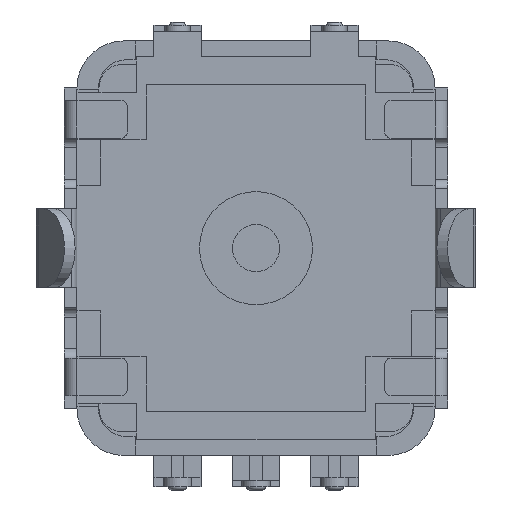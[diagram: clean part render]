
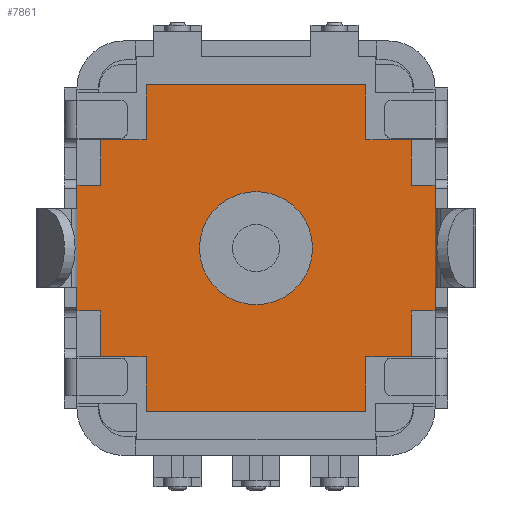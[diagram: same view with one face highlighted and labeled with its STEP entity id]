
A CAD part, front view. The second image highlights one B-rep face of the part: STEP entity #7861.
In plain terms, the highlighted planar face has unit normal (0, -1, 0).
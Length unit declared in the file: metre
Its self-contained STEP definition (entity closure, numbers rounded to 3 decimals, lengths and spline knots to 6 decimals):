
#511=LINE('',#13402,#1355);
#517=LINE('',#13415,#1361);
#524=LINE('',#13433,#1368);
#530=LINE('',#13445,#1374);
#533=LINE('',#13451,#1377);
#536=LINE('',#13457,#1380);
#539=LINE('',#13463,#1383);
#542=LINE('',#13469,#1386);
#545=LINE('',#13475,#1389);
#547=LINE('',#13479,#1391);
#566=LINE('',#13524,#1410);
#944=LINE('',#14507,#1788);
#950=LINE('',#14520,#1794);
#1068=LINE('',#14800,#1912);
#1073=LINE('',#14810,#1917);
#1076=LINE('',#14816,#1920);
#1079=LINE('',#14822,#1923);
#1082=LINE('',#14828,#1926);
#1085=LINE('',#14834,#1929);
#1088=LINE('',#14840,#1932);
#1090=LINE('',#14844,#1934);
#1130=LINE('',#14943,#1974);
#1170=LINE('',#15046,#2014);
#1171=LINE('',#15048,#2015);
#1355=VECTOR('',#10486,1.);
#1361=VECTOR('',#10496,1.);
#1368=VECTOR('',#10509,1.);
#1374=VECTOR('',#10519,1.);
#1377=VECTOR('',#10524,1.);
#1380=VECTOR('',#10529,1.);
#1383=VECTOR('',#10534,1.);
#1386=VECTOR('',#10539,1.);
#1389=VECTOR('',#10544,1.);
#1391=VECTOR('',#10548,1.);
#1410=VECTOR('',#10589,1.);
#1788=VECTOR('',#11557,1.);
#1794=VECTOR('',#11567,1.);
#1912=VECTOR('',#11821,1.);
#1917=VECTOR('',#11830,1.);
#1920=VECTOR('',#11835,1.);
#1923=VECTOR('',#11840,1.);
#1926=VECTOR('',#11845,1.);
#1929=VECTOR('',#11850,1.);
#1932=VECTOR('',#11855,1.);
#1934=VECTOR('',#11859,1.);
#1974=VECTOR('',#11951,1.);
#2014=VECTOR('',#12057,1.);
#2015=VECTOR('',#12060,1.);
#3928=ORIENTED_EDGE('',*,*,#4348,.T.);
#3929=ORIENTED_EDGE('',*,*,#4439,.T.);
#3930=ORIENTED_EDGE('',*,*,#4430,.T.);
#3931=ORIENTED_EDGE('',*,*,#4445,.T.);
#3932=ORIENTED_EDGE('',*,*,#4448,.T.);
#3933=ORIENTED_EDGE('',*,*,#4451,.T.);
#3934=ORIENTED_EDGE('',*,*,#4454,.T.);
#3935=ORIENTED_EDGE('',*,*,#4457,.T.);
#3936=ORIENTED_EDGE('',*,*,#4460,.T.);
#3937=ORIENTED_EDGE('',*,*,#4462,.T.);
#3938=ORIENTED_EDGE('',*,*,#4424,.T.);
#3939=ORIENTED_EDGE('',*,*,#4485,.T.);
#3940=ORIENTED_EDGE('',*,*,#5245,.F.);
#3941=ORIENTED_EDGE('',*,*,#5120,.T.);
#3942=ORIENTED_EDGE('',*,*,#4980,.T.);
#3943=ORIENTED_EDGE('',*,*,#5125,.T.);
#3944=ORIENTED_EDGE('',*,*,#5128,.T.);
#3945=ORIENTED_EDGE('',*,*,#5131,.T.);
#3946=ORIENTED_EDGE('',*,*,#5134,.T.);
#3947=ORIENTED_EDGE('',*,*,#5137,.T.);
#3948=ORIENTED_EDGE('',*,*,#5140,.T.);
#3949=ORIENTED_EDGE('',*,*,#5142,.T.);
#3950=ORIENTED_EDGE('',*,*,#4974,.T.);
#3951=ORIENTED_EDGE('',*,*,#5192,.T.);
#3952=ORIENTED_EDGE('',*,*,#5244,.T.);
#4348=EDGE_CURVE('',#5429,#5429,#6128,.T.);
#4424=EDGE_CURVE('',#5485,#5487,#511,.T.);
#4430=EDGE_CURVE('',#5493,#5492,#517,.T.);
#4439=EDGE_CURVE('',#5501,#5493,#524,.T.);
#4445=EDGE_CURVE('',#5492,#5504,#530,.T.);
#4448=EDGE_CURVE('',#5504,#5506,#533,.T.);
#4451=EDGE_CURVE('',#5506,#5508,#536,.T.);
#4454=EDGE_CURVE('',#5508,#5510,#539,.T.);
#4457=EDGE_CURVE('',#5510,#5512,#542,.T.);
#4460=EDGE_CURVE('',#5512,#5514,#545,.T.);
#4462=EDGE_CURVE('',#5514,#5485,#547,.T.);
#4485=EDGE_CURVE('',#5487,#5530,#566,.T.);
#4974=EDGE_CURVE('',#5838,#5840,#944,.T.);
#4980=EDGE_CURVE('',#5846,#5845,#950,.T.);
#5120=EDGE_CURVE('',#5940,#5846,#1068,.T.);
#5125=EDGE_CURVE('',#5845,#5942,#1073,.T.);
#5128=EDGE_CURVE('',#5942,#5944,#1076,.T.);
#5131=EDGE_CURVE('',#5944,#5946,#1079,.T.);
#5134=EDGE_CURVE('',#5946,#5948,#1082,.T.);
#5137=EDGE_CURVE('',#5948,#5950,#1085,.T.);
#5140=EDGE_CURVE('',#5950,#5952,#1088,.T.);
#5142=EDGE_CURVE('',#5952,#5838,#1090,.T.);
#5192=EDGE_CURVE('',#5840,#5986,#1130,.T.);
#5244=EDGE_CURVE('',#5986,#5501,#1170,.T.);
#5245=EDGE_CURVE('',#5940,#5530,#1171,.T.);
#5429=VERTEX_POINT('',#13245);
#5485=VERTEX_POINT('',#13397);
#5487=VERTEX_POINT('',#13401);
#5492=VERTEX_POINT('',#13414);
#5493=VERTEX_POINT('',#13416);
#5501=VERTEX_POINT('',#13434);
#5504=VERTEX_POINT('',#13444);
#5506=VERTEX_POINT('',#13450);
#5508=VERTEX_POINT('',#13456);
#5510=VERTEX_POINT('',#13462);
#5512=VERTEX_POINT('',#13468);
#5514=VERTEX_POINT('',#13474);
#5530=VERTEX_POINT('',#13523);
#5838=VERTEX_POINT('',#14502);
#5840=VERTEX_POINT('',#14506);
#5845=VERTEX_POINT('',#14519);
#5846=VERTEX_POINT('',#14521);
#5940=VERTEX_POINT('',#14801);
#5942=VERTEX_POINT('',#14809);
#5944=VERTEX_POINT('',#14815);
#5946=VERTEX_POINT('',#14821);
#5948=VERTEX_POINT('',#14827);
#5950=VERTEX_POINT('',#14833);
#5952=VERTEX_POINT('',#14839);
#5986=VERTEX_POINT('',#14942);
#6128=CIRCLE('',#9654,0.0018);
#6704=EDGE_LOOP('',(#3928));
#6705=EDGE_LOOP('',(#3929,#3930,#3931,#3932,#3933,#3934,#3935,#3936,#3937,
#3938,#3939,#3940,#3941,#3942,#3943,#3944,#3945,#3946,#3947,#3948,#3949,
#3950,#3951,#3952));
#7153=FACE_BOUND('',#6704,.T.);
#7154=FACE_BOUND('',#6705,.T.);
#7470=PLANE('',#10142);
#7861=ADVANCED_FACE('',(#7153,#7154),#7470,.T.);
#9654=AXIS2_PLACEMENT_3D('',#13244,#10355,#10356);
#10142=AXIS2_PLACEMENT_3D('',#15047,#12058,#12059);
#10355=DIRECTION('',(0.,1.,0.));
#10356=DIRECTION('',(-1.,0.,0.));
#10486=DIRECTION('',(-1.,0.,0.));
#10496=DIRECTION('',(-1.,0.,0.));
#10509=DIRECTION('',(0.,0.,1.));
#10519=DIRECTION('',(0.,0.,1.));
#10524=DIRECTION('',(-1.,0.,0.));
#10529=DIRECTION('',(0.,0.,1.));
#10534=DIRECTION('',(-1.,0.,0.));
#10539=DIRECTION('',(0.,0.,-1.));
#10544=DIRECTION('',(-1.,0.,0.));
#10548=DIRECTION('',(0.,0.,-1.));
#10589=DIRECTION('',(0.,0.,-1.));
#11557=DIRECTION('',(1.,0.,0.));
#11567=DIRECTION('',(1.,0.,0.));
#11821=DIRECTION('',(0.,0.,-1.));
#11830=DIRECTION('',(0.,0.,-1.));
#11835=DIRECTION('',(1.,0.,0.));
#11840=DIRECTION('',(0.,0.,-1.));
#11845=DIRECTION('',(1.,0.,0.));
#11850=DIRECTION('',(0.,0.,1.));
#11855=DIRECTION('',(1.,0.,0.));
#11859=DIRECTION('',(0.,0.,1.));
#11951=DIRECTION('',(0.,0.,1.));
#12057=DIRECTION('',(0.,0.,1.));
#12058=DIRECTION('',(0.,-1.,0.));
#12059=DIRECTION('',(-1.,0.,0.));
#12060=DIRECTION('',(0.,0.,1.));
#13244=CARTESIAN_POINT('',(0.,-0.0051,0.));
#13245=CARTESIAN_POINT('',(-0.0018,-0.0051,0.));
#13397=CARTESIAN_POINT('',(-0.00495,-0.0051,0.002));
#13401=CARTESIAN_POINT('',(-0.0057,-0.0051,0.002));
#13402=CARTESIAN_POINT('',(0.,-0.0051,0.002));
#13414=CARTESIAN_POINT('',(0.00495,-0.0051,0.002));
#13415=CARTESIAN_POINT('',(0.,-0.0051,0.002));
#13416=CARTESIAN_POINT('',(0.0057,-0.0051,0.002));
#13433=CARTESIAN_POINT('',(0.0057,-0.0051,0.));
#13434=CARTESIAN_POINT('',(0.0057,-0.0051,0.00125));
#13444=CARTESIAN_POINT('',(0.00495,-0.0051,0.00345));
#13445=CARTESIAN_POINT('',(0.00495,-0.0051,0.));
#13450=CARTESIAN_POINT('',(0.0035,-0.0051,0.00345));
#13451=CARTESIAN_POINT('',(0.,-0.0051,0.00345));
#13456=CARTESIAN_POINT('',(0.0035,-0.0051,0.0052));
#13457=CARTESIAN_POINT('',(0.0035,-0.0051,0.));
#13462=CARTESIAN_POINT('',(-0.0035,-0.0051,0.0052));
#13463=CARTESIAN_POINT('',(0.0035,-0.0051,0.0052));
#13468=CARTESIAN_POINT('',(-0.0035,-0.0051,0.00345));
#13469=CARTESIAN_POINT('',(-0.0035,-0.0051,0.));
#13474=CARTESIAN_POINT('',(-0.00495,-0.0051,0.00345));
#13475=CARTESIAN_POINT('',(0.,-0.0051,0.00345));
#13479=CARTESIAN_POINT('',(-0.00495,-0.0051,0.));
#13523=CARTESIAN_POINT('',(-0.0057,-0.0051,0.00125));
#13524=CARTESIAN_POINT('',(-0.0057,-0.0051,0.));
#14502=CARTESIAN_POINT('',(0.00495,-0.0051,-0.002));
#14506=CARTESIAN_POINT('',(0.0057,-0.0051,-0.002));
#14507=CARTESIAN_POINT('',(0.,-0.0051,-0.002));
#14519=CARTESIAN_POINT('',(-0.00495,-0.0051,-0.002));
#14520=CARTESIAN_POINT('',(0.,-0.0051,-0.002));
#14521=CARTESIAN_POINT('',(-0.0057,-0.0051,-0.002));
#14800=CARTESIAN_POINT('',(-0.0057,-0.0051,0.));
#14801=CARTESIAN_POINT('',(-0.0057,-0.0051,-0.00125));
#14809=CARTESIAN_POINT('',(-0.00495,-0.0051,-0.00345));
#14810=CARTESIAN_POINT('',(-0.00495,-0.0051,-0.002));
#14815=CARTESIAN_POINT('',(-0.0035,-0.0051,-0.00345));
#14816=CARTESIAN_POINT('',(0.,-0.0051,-0.00345));
#14821=CARTESIAN_POINT('',(-0.0035,-0.0051,-0.0052));
#14822=CARTESIAN_POINT('',(-0.0035,-0.0051,-0.00345));
#14827=CARTESIAN_POINT('',(0.0035,-0.0051,-0.0052));
#14828=CARTESIAN_POINT('',(-0.0035,-0.0051,-0.0052));
#14833=CARTESIAN_POINT('',(0.0035,-0.0051,-0.00345));
#14834=CARTESIAN_POINT('',(0.0035,-0.0051,-0.0052));
#14839=CARTESIAN_POINT('',(0.00495,-0.0051,-0.00345));
#14840=CARTESIAN_POINT('',(0.,-0.0051,-0.00345));
#14844=CARTESIAN_POINT('',(0.00495,-0.0051,-0.00345));
#14942=CARTESIAN_POINT('',(0.0057,-0.0051,-0.00125));
#14943=CARTESIAN_POINT('',(0.0057,-0.0051,0.));
#15046=CARTESIAN_POINT('',(0.0057,-0.0051,0.));
#15047=CARTESIAN_POINT('',(0.,-0.0051,0.));
#15048=CARTESIAN_POINT('',(-0.0057,-0.0051,0.));
